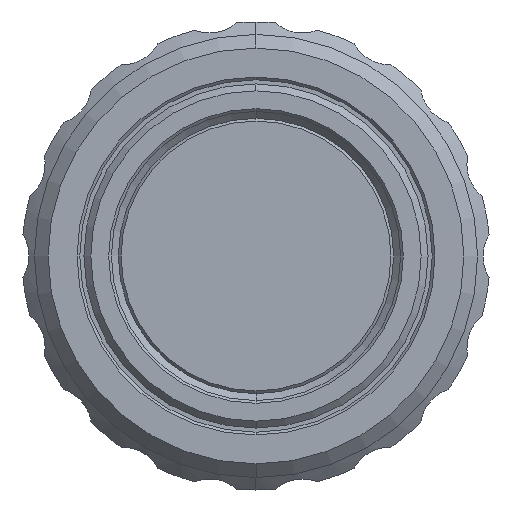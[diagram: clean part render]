
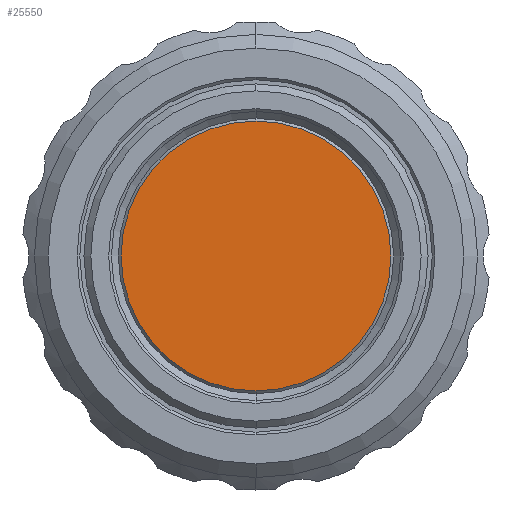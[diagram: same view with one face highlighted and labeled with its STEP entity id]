
A CAD part, front view. The second image highlights one B-rep face of the part: STEP entity #25550.
In plain terms, the highlighted planar face has unit normal (0, -1, 0).
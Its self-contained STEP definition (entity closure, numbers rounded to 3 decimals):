
#13360=CARTESIAN_POINT('',(0.,-64.,
-9.8));
#13370=VERTEX_POINT('',#13360);
#13420=CARTESIAN_POINT('',(0.,-64.,
0.));
#13430=DIRECTION('',(0.,1.,0.));
#13440=DIRECTION('',(0.,0.,-1.));
#13450=AXIS2_PLACEMENT_3D('',#13420,#13430,#13440);
#13460=CIRCLE('',#13450,9.8);
#13470=CARTESIAN_POINT('',(0.,-64.,
9.8));
#13480=VERTEX_POINT('',#13470);
#13490=EDGE_CURVE('',#13480,#13370,#13460,.T.);
#25450=CARTESIAN_POINT('',(0.,-64.,0.));
#25460=DIRECTION('',(0.,-1.,0.));
#25470=DIRECTION('',(0.,0.,1.));
#25480=AXIS2_PLACEMENT_3D('',#25450,#25460,#25470);
#25490=PLANE('',#25480);
#25500=EDGE_CURVE('',#13370,#13480,#13460,.T.);
#25510=ORIENTED_EDGE('',*,*,#25500,.F.);
#25520=ORIENTED_EDGE('',*,*,#13490,.F.);
#25530=EDGE_LOOP('',(#25520,#25510));
#25540=FACE_OUTER_BOUND('',#25530,.T.);
#25550=ADVANCED_FACE('',(#25540),#25490,.T.);
